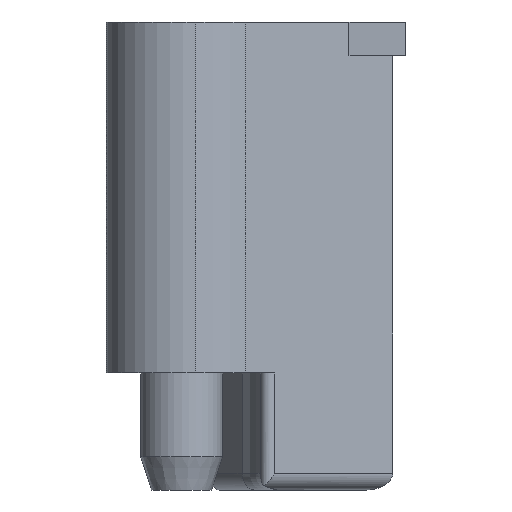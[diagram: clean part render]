
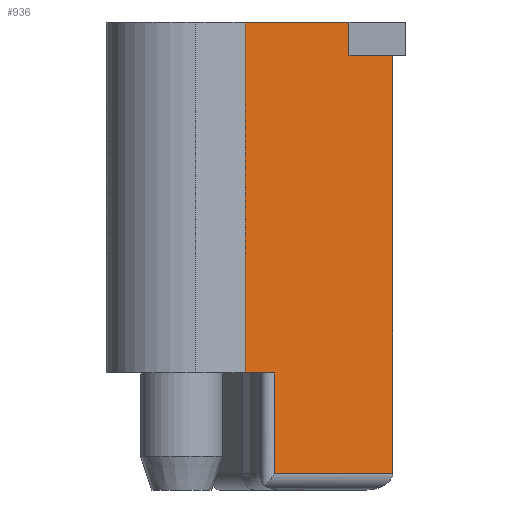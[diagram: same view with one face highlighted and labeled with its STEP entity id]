
A CAD part, front view. The second image highlights one B-rep face of the part: STEP entity #936.
In plain terms, the highlighted planar face has unit normal (0.643, -0.766, 0).
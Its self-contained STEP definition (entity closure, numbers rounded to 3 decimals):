
#34=PLANE('',#1016);
#79=FACE_OUTER_BOUND('',#134,.T.);
#134=EDGE_LOOP('',(#669,#670,#671,#672,#673,#674,#675,#676));
#189=LINE('',#1387,#295);
#191=LINE('',#1404,#297);
#192=LINE('',#1406,#298);
#193=LINE('',#1408,#299);
#194=LINE('',#1410,#300);
#195=LINE('',#1412,#301);
#196=LINE('',#1414,#302);
#197=LINE('',#1415,#303);
#295=VECTOR('',#1119,10.);
#297=VECTOR('',#1125,10.);
#298=VECTOR('',#1126,10.);
#299=VECTOR('',#1127,10.);
#300=VECTOR('',#1128,10.);
#301=VECTOR('',#1129,10.);
#302=VECTOR('',#1130,10.);
#303=VECTOR('',#1131,10.);
#429=VERTEX_POINT('',#1377);
#430=VERTEX_POINT('',#1386);
#433=VERTEX_POINT('',#1403);
#434=VERTEX_POINT('',#1405);
#435=VERTEX_POINT('',#1407);
#436=VERTEX_POINT('',#1409);
#437=VERTEX_POINT('',#1411);
#438=VERTEX_POINT('',#1413);
#521=EDGE_CURVE('',#429,#430,#189,.T.);
#525=EDGE_CURVE('',#430,#433,#191,.T.);
#526=EDGE_CURVE('',#434,#429,#192,.T.);
#527=EDGE_CURVE('',#434,#435,#193,.T.);
#528=EDGE_CURVE('',#435,#436,#194,.T.);
#529=EDGE_CURVE('',#436,#437,#195,.T.);
#530=EDGE_CURVE('',#437,#438,#196,.T.);
#531=EDGE_CURVE('',#438,#433,#197,.T.);
#669=ORIENTED_EDGE('',*,*,#525,.F.);
#670=ORIENTED_EDGE('',*,*,#521,.F.);
#671=ORIENTED_EDGE('',*,*,#526,.F.);
#672=ORIENTED_EDGE('',*,*,#527,.T.);
#673=ORIENTED_EDGE('',*,*,#528,.T.);
#674=ORIENTED_EDGE('',*,*,#529,.T.);
#675=ORIENTED_EDGE('',*,*,#530,.T.);
#676=ORIENTED_EDGE('',*,*,#531,.T.);
#936=ADVANCED_FACE('',(#79),#34,.T.);
#1016=AXIS2_PLACEMENT_3D('',#1402,#1123,#1124);
#1119=DIRECTION('',(0.,0.,1.));
#1123=DIRECTION('center_axis',(0.643,-0.766,0.));
#1124=DIRECTION('ref_axis',(-0.766,-0.643,0.));
#1125=DIRECTION('',(-0.766,-0.643,0.));
#1126=DIRECTION('',(-0.766,-0.643,0.));
#1127=DIRECTION('',(0.,0.,1.));
#1128=DIRECTION('',(-0.766,-0.643,0.));
#1129=DIRECTION('',(0.,0.,1.));
#1130=DIRECTION('',(-0.766,-0.643,0.));
#1131=DIRECTION('',(0.,0.,-1.));
#1377=CARTESIAN_POINT('',(5.542,-1.554,-27.));
#1386=CARTESIAN_POINT('',(5.542,-1.554,-21.));
#1387=CARTESIAN_POINT('',(5.542,-1.554,-21.));
#1402=CARTESIAN_POINT('Origin',(12.756,4.5,0.));
#1403=CARTESIAN_POINT('',(3.796,-3.019,-21.));
#1404=CARTESIAN_POINT('',(9.653,1.896,-21.));
#1405=CARTESIAN_POINT('',(12.637,4.4,-27.));
#1406=CARTESIAN_POINT('',(12.659,4.418,-27.));
#1407=CARTESIAN_POINT('',(12.637,4.4,-2.));
#1408=CARTESIAN_POINT('',(12.637,4.4,0.));
#1409=CARTESIAN_POINT('',(10.015,2.2,-2.));
#1410=CARTESIAN_POINT('',(11.673,3.591,-2.));
#1411=CARTESIAN_POINT('',(10.015,2.2,0.));
#1412=CARTESIAN_POINT('',(10.015,2.2,0.));
#1413=CARTESIAN_POINT('',(3.796,-3.019,0.));
#1414=CARTESIAN_POINT('',(12.756,4.5,0.));
#1415=CARTESIAN_POINT('',(3.796,-3.019,0.));
